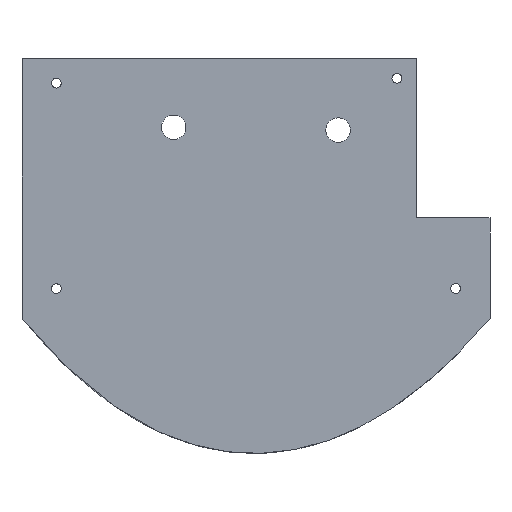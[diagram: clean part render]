
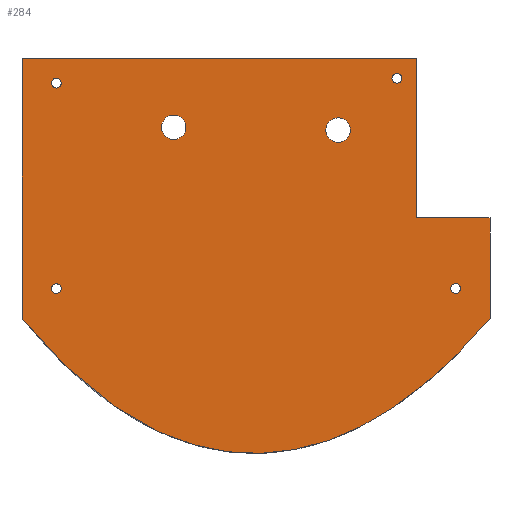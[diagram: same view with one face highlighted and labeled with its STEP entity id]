
A CAD part, front view. The second image highlights one B-rep face of the part: STEP entity #284.
In plain terms, the highlighted planar face has unit normal (0, -1, 0).
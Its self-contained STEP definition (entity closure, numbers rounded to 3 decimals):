
#21=FACE_BOUND('',#71,.T.);
#22=FACE_BOUND('',#72,.T.);
#23=FACE_BOUND('',#73,.T.);
#24=FACE_BOUND('',#74,.T.);
#25=FACE_BOUND('',#75,.T.);
#26=FACE_BOUND('',#76,.T.);
#27=(
BOUNDED_CURVE()
B_SPLINE_CURVE(5,(#487,#488,#489,#490,#491,#492,#493,#494,#495,#496,#497,
#498,#499,#500,#501),.UNSPECIFIED.,.F.,.F.)
B_SPLINE_CURVE_WITH_KNOTS((6,1,1,1,1,1,1,1,1,1,6),(0.,0.1,0.2,0.3,0.4,0.5,
0.6,0.7,0.8,0.9,1.),.UNSPECIFIED.)
CURVE()
GEOMETRIC_REPRESENTATION_ITEM()
RATIONAL_B_SPLINE_CURVE((1.,1.,1.,1.,1.,1.,1.,1.,1.,1.,1.,1.,1.,1.,1.))
REPRESENTATION_ITEM('')
);
#36=PLANE('',#323);
#50=FACE_OUTER_BOUND('',#70,.T.);
#70=EDGE_LOOP('',(#253,#254,#255,#256,#257,#258));
#71=EDGE_LOOP('',(#259));
#72=EDGE_LOOP('',(#260));
#73=EDGE_LOOP('',(#261));
#74=EDGE_LOOP('',(#262));
#75=EDGE_LOOP('',(#263));
#76=EDGE_LOOP('',(#264));
#83=LINE('',#438,#105);
#87=LINE('',#446,#109);
#90=LINE('',#452,#112);
#94=LINE('',#521,#116);
#97=LINE('',#526,#119);
#105=VECTOR('',#370,10.);
#109=VECTOR('',#376,10.);
#112=VECTOR('',#381,10.);
#116=VECTOR('',#387,10.);
#119=VECTOR('',#392,10.);
#122=CIRCLE('',#301,2.);
#124=CIRCLE('',#304,2.);
#126=CIRCLE('',#307,2.);
#128=CIRCLE('',#310,5.);
#130=CIRCLE('',#313,5.);
#132=CIRCLE('',#316,2.);
#134=VERTEX_POINT('',#402);
#136=VERTEX_POINT('',#408);
#138=VERTEX_POINT('',#414);
#140=VERTEX_POINT('',#420);
#142=VERTEX_POINT('',#426);
#144=VERTEX_POINT('',#432);
#145=VERTEX_POINT('',#436);
#146=VERTEX_POINT('',#437);
#149=VERTEX_POINT('',#445);
#151=VERTEX_POINT('',#451);
#153=VERTEX_POINT('',#486);
#155=VERTEX_POINT('',#520);
#159=EDGE_CURVE('',#134,#134,#122,.T.);
#162=EDGE_CURVE('',#136,#136,#124,.T.);
#165=EDGE_CURVE('',#138,#138,#126,.T.);
#168=EDGE_CURVE('',#140,#140,#128,.T.);
#171=EDGE_CURVE('',#142,#142,#130,.T.);
#174=EDGE_CURVE('',#144,#144,#132,.T.);
#175=EDGE_CURVE('',#145,#146,#83,.T.);
#179=EDGE_CURVE('',#146,#149,#87,.T.);
#182=EDGE_CURVE('',#151,#149,#90,.T.);
#185=EDGE_CURVE('',#151,#153,#27,.T.);
#188=EDGE_CURVE('',#153,#155,#94,.T.);
#191=EDGE_CURVE('',#145,#155,#97,.T.);
#253=ORIENTED_EDGE('',*,*,#191,.F.);
#254=ORIENTED_EDGE('',*,*,#175,.T.);
#255=ORIENTED_EDGE('',*,*,#179,.T.);
#256=ORIENTED_EDGE('',*,*,#182,.F.);
#257=ORIENTED_EDGE('',*,*,#185,.T.);
#258=ORIENTED_EDGE('',*,*,#188,.T.);
#259=ORIENTED_EDGE('',*,*,#174,.F.);
#260=ORIENTED_EDGE('',*,*,#171,.F.);
#261=ORIENTED_EDGE('',*,*,#168,.F.);
#262=ORIENTED_EDGE('',*,*,#165,.F.);
#263=ORIENTED_EDGE('',*,*,#162,.F.);
#264=ORIENTED_EDGE('',*,*,#159,.F.);
#284=ADVANCED_FACE('',(#50,#21,#22,#23,#24,#25,#26),#36,.F.);
#301=AXIS2_PLACEMENT_3D('',#404,#331,#332);
#304=AXIS2_PLACEMENT_3D('',#410,#338,#339);
#307=AXIS2_PLACEMENT_3D('',#416,#345,#346);
#310=AXIS2_PLACEMENT_3D('',#422,#352,#353);
#313=AXIS2_PLACEMENT_3D('',#428,#359,#360);
#316=AXIS2_PLACEMENT_3D('',#434,#366,#367);
#323=AXIS2_PLACEMENT_3D('',#529,#396,#397);
#331=DIRECTION('center_axis',(0.,-1.,0.));
#332=DIRECTION('ref_axis',(1.,0.,0.));
#338=DIRECTION('center_axis',(0.,-1.,0.));
#339=DIRECTION('ref_axis',(1.,0.,0.));
#345=DIRECTION('center_axis',(0.,-1.,0.));
#346=DIRECTION('ref_axis',(1.,0.,0.));
#352=DIRECTION('center_axis',(0.,-1.,0.));
#353=DIRECTION('ref_axis',(1.,0.,0.));
#359=DIRECTION('center_axis',(0.,-1.,0.));
#360=DIRECTION('ref_axis',(1.,0.,0.));
#366=DIRECTION('center_axis',(0.,-1.,0.));
#367=DIRECTION('ref_axis',(1.,0.,0.));
#370=DIRECTION('',(0.,0.,1.));
#376=DIRECTION('',(-1.,0.,0.));
#381=DIRECTION('',(0.,0.,1.));
#387=DIRECTION('',(0.,0.,1.));
#392=DIRECTION('',(1.,0.,0.));
#396=DIRECTION('center_axis',(0.,1.,0.));
#397=DIRECTION('ref_axis',(1.,0.,0.));
#402=CARTESIAN_POINT('',(-19.672,0.,23.319));
#404=CARTESIAN_POINT('Origin',(-17.672,0.,23.319));
#408=CARTESIAN_POINT('',(-43.672,0.,109.118));
#410=CARTESIAN_POINT('Origin',(-41.672,0.,109.118));
#414=CARTESIAN_POINT('',(-182.672,0.,23.266));
#416=CARTESIAN_POINT('Origin',(-180.672,0.,23.266));
#420=CARTESIAN_POINT('',(-70.654,0.,87.963));
#422=CARTESIAN_POINT('Origin',(-65.654,0.,87.963));
#426=CARTESIAN_POINT('',(-137.756,0.,89.121));
#428=CARTESIAN_POINT('Origin',(-132.756,0.,89.121));
#432=CARTESIAN_POINT('',(-182.672,0.,107.118));
#434=CARTESIAN_POINT('Origin',(-180.672,0.,107.118));
#436=CARTESIAN_POINT('',(-33.672,0.,52.118));
#437=CARTESIAN_POINT('',(-33.672,0.,117.118));
#438=CARTESIAN_POINT('',(-33.672,0.,95.105));
#445=CARTESIAN_POINT('',(-194.672,0.,117.118));
#446=CARTESIAN_POINT('',(-0.672,0.,117.118));
#451=CARTESIAN_POINT('',(-194.672,0.,11.118));
#452=CARTESIAN_POINT('',(-194.672,0.,11.118));
#486=CARTESIAN_POINT('',(-3.672,0.,11.118));
#487=CARTESIAN_POINT('Ctrl Pts',(-194.672,0.,11.118));
#488=CARTESIAN_POINT('Ctrl Pts',(-191.253,0.,6.918));
#489=CARTESIAN_POINT('Ctrl Pts',(-184.334,0.,-1.111));
#490=CARTESIAN_POINT('Ctrl Pts',(-173.718,0.,-12.048));
#491=CARTESIAN_POINT('Ctrl Pts',(-159.081,0.,-24.38));
#492=CARTESIAN_POINT('Ctrl Pts',(-139.965,0.,-35.792));
#493=CARTESIAN_POINT('Ctrl Pts',(-120.106,0.,-42.85));
#494=CARTESIAN_POINT('Ctrl Pts',(-99.681,0.,-45.212));
#495=CARTESIAN_POINT('Ctrl Pts',(-79.219,0.,-42.712));
#496=CARTESIAN_POINT('Ctrl Pts',(-59.237,0.,-35.569));
#497=CARTESIAN_POINT('Ctrl Pts',(-39.917,0.,-24.145));
#498=CARTESIAN_POINT('Ctrl Pts',(-25.055,0.,-11.867));
#499=CARTESIAN_POINT('Ctrl Pts',(-14.237,0.,-1.007));
#500=CARTESIAN_POINT('Ctrl Pts',(-7.17,0.,6.956));
#501=CARTESIAN_POINT('Ctrl Pts',(-3.672,0.,11.118));
#520=CARTESIAN_POINT('',(-3.672,0.,52.118));
#521=CARTESIAN_POINT('',(-3.672,0.,26.118));
#526=CARTESIAN_POINT('',(-33.672,0.,52.118));
#529=CARTESIAN_POINT('Origin',(-99.172,0.,35.953));
